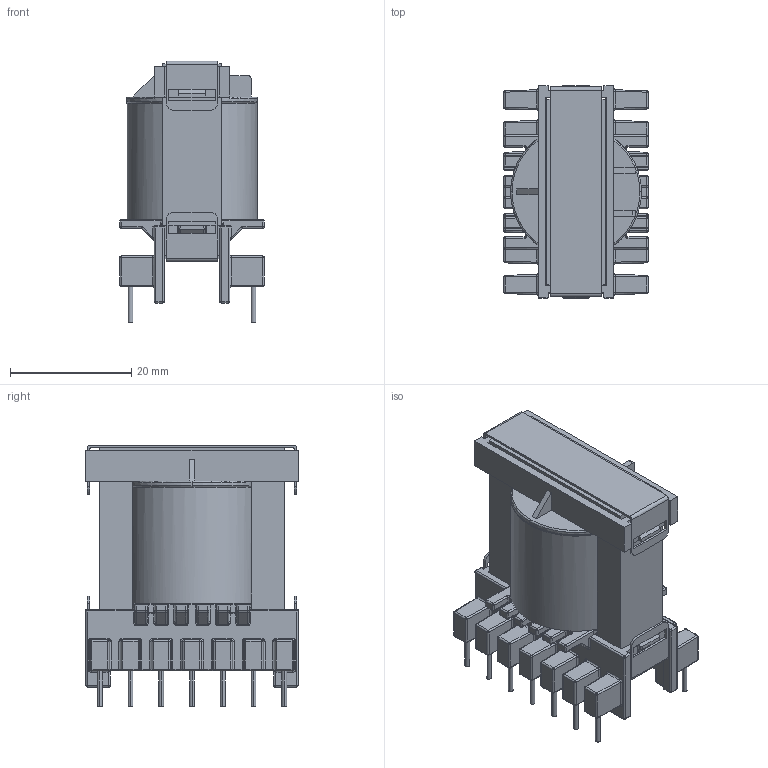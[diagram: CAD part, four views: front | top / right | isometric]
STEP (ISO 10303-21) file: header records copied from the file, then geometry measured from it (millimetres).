
FILE_DESCRIPTION(/* description */ ('Unknown'),/* implementation_level */ '2;1');
FILE_NAME(/* name */ 'T_Wurth_WE-OLTI-ETD29_750342585',/* time_stamp */ '2025-10-20T14:54:47+08:00',/* author */ ('Unknown'),/* organization */ ('Unknown'),/* preprocessor_version */ 'ST-DEVELOPER v19.4',/* originating_system */ 'Solid Edge',/* authorisation */ 'Unknown');
FILE_SCHEMA (('AUTOMOTIVE_DESIGN {1 0 10303 214 3 1 1}'));
Length unit declared in the file: millimetre
Products named in the file (2): T_Wurth_WE-OLTI-ETD29_750342585
Assembly tree (1 placements, depth 2):
  T_Wurth_WE-OLTI-ETD29_750342585
    T_Wurth_WE-OLTI-ETD29_750342585
Bounding box: 23.8 x 35 x 43.15 mm (x, y, z)
Volume: 16360.8 mm3; surface area: 11795 mm2
Topology: 2 solids, 2 shells, 1098 faces, 2646 edges, 1424 vertices
Faces by surface type: cylinder 492, plane 316, sphere 132, torus 106, bspline 52
Entity records: 38770 total; most frequent: CARTESIAN_POINT 7286, DIRECTION 5186, ORIENTED_EDGE 5028, EDGE_CURVE 2514, AXIS2_PLACEMENT_3D 1952, VERTEX_POINT 1424, LINE 1282, VECTOR 1282
